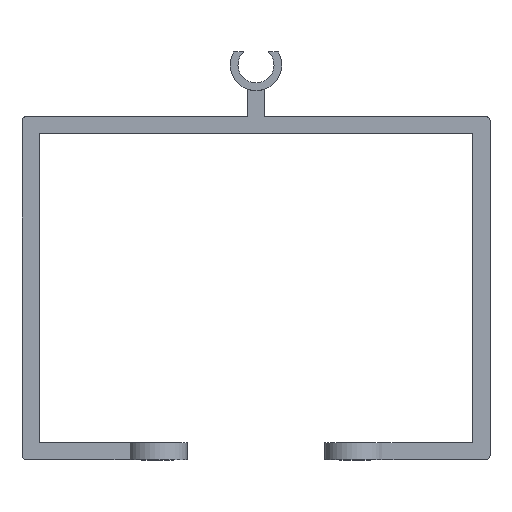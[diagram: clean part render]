
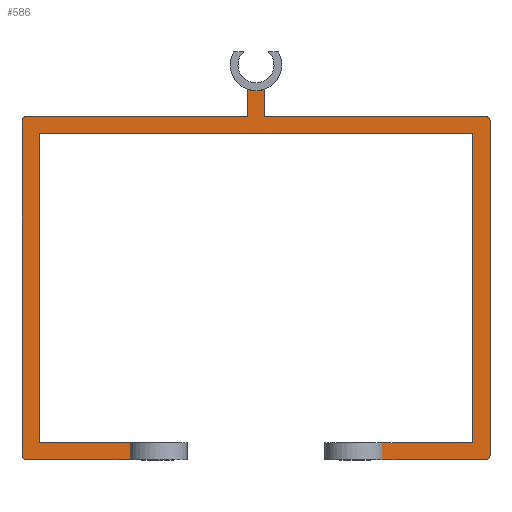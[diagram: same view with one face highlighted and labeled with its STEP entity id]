
A CAD part, top view. The second image highlights one B-rep face of the part: STEP entity #586.
In plain terms, the highlighted planar face has unit normal (0, 0, 1).
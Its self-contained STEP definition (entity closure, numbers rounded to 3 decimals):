
#37=CIRCLE('',#631,0.5);
#43=CIRCLE('',#640,0.5);
#44=CIRCLE('',#643,0.5);
#45=CIRCLE('',#645,0.5);
#46=CIRCLE('',#647,3.);
#70=FACE_OUTER_BOUND('',#102,.T.);
#102=EDGE_LOOP('',(#453,#454,#455,#456,#457,#458,#459,#460,#461,#462,#463,
#464,#465,#466,#467,#468,#469,#470,#471,#472));
#137=LINE('',#891,#197);
#154=LINE('',#936,#214);
#158=LINE('',#948,#218);
#159=LINE('',#950,#219);
#160=LINE('',#954,#220);
#161=LINE('',#955,#221);
#162=LINE('',#957,#222);
#163=LINE('',#959,#223);
#164=LINE('',#961,#224);
#165=LINE('',#963,#225);
#166=LINE('',#965,#226);
#167=LINE('',#967,#227);
#168=LINE('',#969,#228);
#169=LINE('',#971,#229);
#170=LINE('',#972,#230);
#197=VECTOR('',#718,10.);
#214=VECTOR('',#751,10.);
#218=VECTOR('',#765,10.);
#219=VECTOR('',#766,10.);
#220=VECTOR('',#769,10.);
#221=VECTOR('',#770,10.);
#222=VECTOR('',#771,10.);
#223=VECTOR('',#772,10.);
#224=VECTOR('',#773,10.);
#225=VECTOR('',#774,10.);
#226=VECTOR('',#775,10.);
#227=VECTOR('',#776,10.);
#228=VECTOR('',#777,10.);
#229=VECTOR('',#778,10.);
#230=VECTOR('',#779,10.);
#253=VERTEX_POINT('',#878);
#254=VERTEX_POINT('',#879);
#258=VERTEX_POINT('',#889);
#276=VERTEX_POINT('',#929);
#277=VERTEX_POINT('',#930);
#278=VERTEX_POINT('',#935);
#279=VERTEX_POINT('',#939);
#280=VERTEX_POINT('',#943);
#281=VERTEX_POINT('',#947);
#282=VERTEX_POINT('',#949);
#283=VERTEX_POINT('',#951);
#284=VERTEX_POINT('',#953);
#285=VERTEX_POINT('',#956);
#286=VERTEX_POINT('',#958);
#287=VERTEX_POINT('',#960);
#288=VERTEX_POINT('',#962);
#289=VERTEX_POINT('',#964);
#290=VERTEX_POINT('',#966);
#291=VERTEX_POINT('',#968);
#292=VERTEX_POINT('',#970);
#313=EDGE_CURVE('',#253,#254,#37,.T.);
#319=EDGE_CURVE('',#253,#258,#137,.T.);
#338=EDGE_CURVE('',#276,#277,#43,.T.);
#341=EDGE_CURVE('',#278,#277,#154,.T.);
#343=EDGE_CURVE('',#278,#279,#44,.T.);
#345=EDGE_CURVE('',#280,#258,#45,.T.);
#347=EDGE_CURVE('',#280,#281,#158,.T.);
#348=EDGE_CURVE('',#281,#282,#159,.T.);
#349=EDGE_CURVE('',#282,#283,#46,.T.);
#350=EDGE_CURVE('',#283,#284,#160,.T.);
#351=EDGE_CURVE('',#284,#279,#161,.T.);
#352=EDGE_CURVE('',#276,#285,#162,.T.);
#353=EDGE_CURVE('',#285,#286,#163,.T.);
#354=EDGE_CURVE('',#286,#287,#164,.T.);
#355=EDGE_CURVE('',#287,#288,#165,.T.);
#356=EDGE_CURVE('',#288,#289,#166,.T.);
#357=EDGE_CURVE('',#289,#290,#167,.T.);
#358=EDGE_CURVE('',#290,#291,#168,.T.);
#359=EDGE_CURVE('',#291,#292,#169,.T.);
#360=EDGE_CURVE('',#292,#254,#170,.T.);
#453=ORIENTED_EDGE('',*,*,#313,.F.);
#454=ORIENTED_EDGE('',*,*,#319,.T.);
#455=ORIENTED_EDGE('',*,*,#345,.F.);
#456=ORIENTED_EDGE('',*,*,#347,.T.);
#457=ORIENTED_EDGE('',*,*,#348,.T.);
#458=ORIENTED_EDGE('',*,*,#349,.T.);
#459=ORIENTED_EDGE('',*,*,#350,.T.);
#460=ORIENTED_EDGE('',*,*,#351,.T.);
#461=ORIENTED_EDGE('',*,*,#343,.F.);
#462=ORIENTED_EDGE('',*,*,#341,.T.);
#463=ORIENTED_EDGE('',*,*,#338,.F.);
#464=ORIENTED_EDGE('',*,*,#352,.T.);
#465=ORIENTED_EDGE('',*,*,#353,.T.);
#466=ORIENTED_EDGE('',*,*,#354,.T.);
#467=ORIENTED_EDGE('',*,*,#355,.T.);
#468=ORIENTED_EDGE('',*,*,#356,.T.);
#469=ORIENTED_EDGE('',*,*,#357,.T.);
#470=ORIENTED_EDGE('',*,*,#358,.T.);
#471=ORIENTED_EDGE('',*,*,#359,.T.);
#472=ORIENTED_EDGE('',*,*,#360,.T.);
#560=PLANE('',#646);
#586=ADVANCED_FACE('',(#70),#560,.T.);
#631=AXIS2_PLACEMENT_3D('',#880,#708,#709);
#640=AXIS2_PLACEMENT_3D('',#931,#745,#746);
#643=AXIS2_PLACEMENT_3D('',#940,#755,#756);
#645=AXIS2_PLACEMENT_3D('',#944,#760,#761);
#646=AXIS2_PLACEMENT_3D('',#946,#763,#764);
#647=AXIS2_PLACEMENT_3D('',#952,#767,#768);
#708=DIRECTION('center_axis',(0.,0.,-1.));
#709=DIRECTION('ref_axis',(0.707,-0.707,0.));
#718=DIRECTION('',(0.,1.,0.));
#745=DIRECTION('center_axis',(0.,0.,-1.));
#746=DIRECTION('ref_axis',(-0.707,-0.707,0.));
#751=DIRECTION('',(0.,-1.,0.));
#755=DIRECTION('center_axis',(0.,0.,-1.));
#756=DIRECTION('ref_axis',(-0.707,0.707,0.));
#760=DIRECTION('center_axis',(0.,0.,-1.));
#761=DIRECTION('ref_axis',(0.707,0.707,0.));
#763=DIRECTION('center_axis',(0.,0.,1.));
#764=DIRECTION('ref_axis',(1.,0.,0.));
#765=DIRECTION('',(-1.,0.,0.));
#766=DIRECTION('',(0.,1.,0.));
#767=DIRECTION('center_axis',(0.,0.,-1.));
#768=DIRECTION('ref_axis',(1.,0.,0.));
#769=DIRECTION('',(0.,-1.,0.));
#770=DIRECTION('',(-1.,0.,0.));
#771=DIRECTION('',(1.,0.,0.));
#772=DIRECTION('',(0.,1.,0.));
#773=DIRECTION('',(-1.,0.,0.));
#774=DIRECTION('',(0.,1.,0.));
#775=DIRECTION('',(1.,0.,0.));
#776=DIRECTION('',(0.,-1.,0.));
#777=DIRECTION('',(-1.,0.,0.));
#778=DIRECTION('',(0.,-1.,0.));
#779=DIRECTION('',(1.,0.,0.));
#878=CARTESIAN_POINT('',(27.25,-45.5,6.5));
#879=CARTESIAN_POINT('',(26.75,-46.,6.5));
#880=CARTESIAN_POINT('Origin',(26.75,-45.5,6.5));
#889=CARTESIAN_POINT('',(27.25,-6.5,6.5));
#891=CARTESIAN_POINT('',(27.25,-46.,6.5));
#929=CARTESIAN_POINT('',(-26.75,-46.,6.5));
#930=CARTESIAN_POINT('',(-27.25,-45.5,6.5));
#931=CARTESIAN_POINT('Origin',(-26.75,-45.5,6.5));
#935=CARTESIAN_POINT('',(-27.25,-6.5,6.5));
#936=CARTESIAN_POINT('',(-27.25,-46.,6.5));
#939=CARTESIAN_POINT('',(-26.75,-6.,6.5));
#940=CARTESIAN_POINT('Origin',(-26.75,-6.5,6.5));
#943=CARTESIAN_POINT('',(26.75,-6.,6.5));
#944=CARTESIAN_POINT('Origin',(26.75,-6.5,6.5));
#946=CARTESIAN_POINT('Origin',(0.,-24.414,6.5));
#947=CARTESIAN_POINT('',(1.,-6.,6.5));
#948=CARTESIAN_POINT('',(27.25,-6.,6.5));
#949=CARTESIAN_POINT('',(1.,-2.828,6.5));
#950=CARTESIAN_POINT('',(1.,0.,6.5));
#951=CARTESIAN_POINT('',(-1.,-2.828,6.5));
#952=CARTESIAN_POINT('Origin',(0.,0.,6.5));
#953=CARTESIAN_POINT('',(-1.,-6.,6.5));
#954=CARTESIAN_POINT('',(-1.,-8.,6.5));
#955=CARTESIAN_POINT('',(-27.25,-6.,6.5));
#956=CARTESIAN_POINT('',(-14.659,-46.,6.5));
#957=CARTESIAN_POINT('',(-12.25,-46.,6.5));
#958=CARTESIAN_POINT('',(-14.659,-44.,6.5));
#959=CARTESIAN_POINT('',(-14.659,-44.,6.5));
#960=CARTESIAN_POINT('',(-25.25,-44.,6.5));
#961=CARTESIAN_POINT('',(-27.25,-44.,6.5));
#962=CARTESIAN_POINT('',(-25.25,-8.,6.5));
#963=CARTESIAN_POINT('',(-25.25,-6.,6.5));
#964=CARTESIAN_POINT('',(25.25,-8.,6.5));
#965=CARTESIAN_POINT('',(27.25,-8.,6.5));
#966=CARTESIAN_POINT('',(25.25,-44.,6.5));
#967=CARTESIAN_POINT('',(25.25,-6.,6.5));
#968=CARTESIAN_POINT('',(14.662,-44.,6.5));
#969=CARTESIAN_POINT('',(27.25,-44.,6.5));
#970=CARTESIAN_POINT('',(14.662,-46.,6.5));
#971=CARTESIAN_POINT('',(14.662,-44.,6.5));
#972=CARTESIAN_POINT('',(12.25,-46.,6.5));
